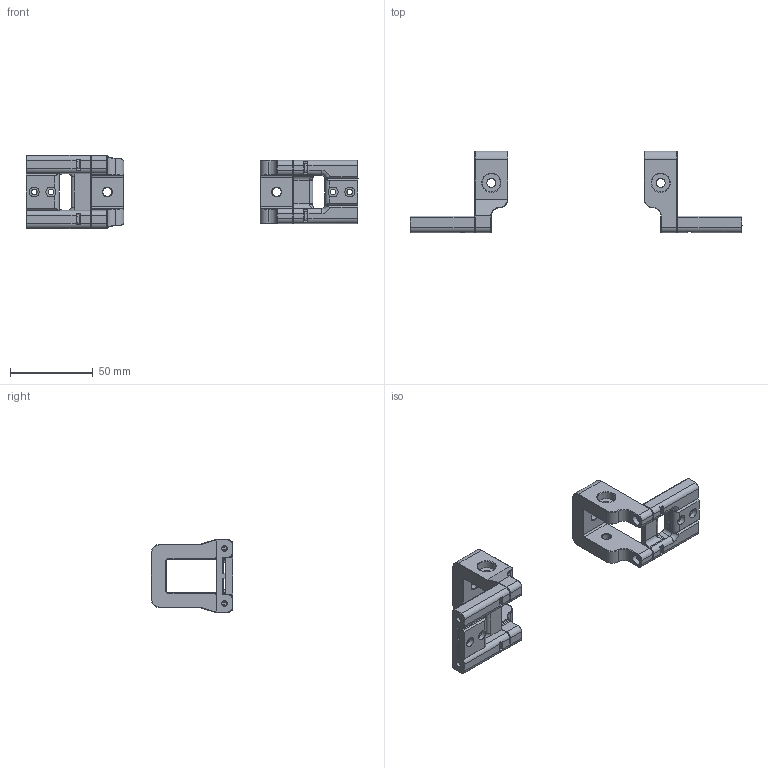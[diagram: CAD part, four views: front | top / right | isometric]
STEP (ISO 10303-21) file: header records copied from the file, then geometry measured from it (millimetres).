
FILE_DESCRIPTION(/* description */ (''),/* implementation_level */ '2;1');
FILE_NAME(/* name */ 'Pre Tensioners.step',/* time_stamp */ '2025-05-31T14:03:13-07:00',/* author */ (''),/* organization */ (''),/* preprocessor_version */ 'ST-DEVELOPER v20.1',/* originating_system */ 'Autodesk Translation Framework v14.10.0.0',/* authorisation */ '');
FILE_SCHEMA (('AUTOMOTIVE_DESIGN { 1 0 10303 214 3 1 1 }','INTEGRATED_CNC_SCHEMA'));
Length unit declared in the file: millimetre
Products named in the file (12): Pre Tensioners; Right Pretensioner; Pretensioner Belts Holder (1); Pretensioner Belts Clamp (1); Pretensioner Base (1); M3 Square Nut; Right Pretensioner_1; Pretensioner Belts Holder (1)_1; Pretensioner Belts Clamp (1)_1; Pretensioner Base (1)_1; M3 Square Nut (1); M3 Square Nut (1) (1)
Assembly tree (12 placements, depth 3):
  Pre Tensioners
    Right Pretensioner
      Pretensioner Belts Holder (1)
      Pretensioner Belts Clamp (1)
      Pretensioner Base (1)
      M3 Square Nut  x2
    Right Pretensioner_1
      Pretensioner Belts Holder (1)_1
      Pretensioner Belts Clamp (1)_1
      Pretensioner Base (1)_1
      M3 Square Nut (1)
      M3 Square Nut (1) (1)
Bounding box: 200 x 49 x 44 mm (x, y, z)
Volume: 54746 mm3; surface area: 28657.7 mm2
Topology: 10 solids, 10 shells, 874 faces, 2260 edges, 1416 vertices
Faces by surface type: plane 386, cylinder 346, cone 114, bspline 22, torus 6
Full cylindrical faces by diameter (mm): 3 x4, 3.4 x20, 5.4 x6, 6 x8, 11 x6
Entity records: 27328 total; most frequent: CARTESIAN_POINT 5253, DIRECTION 4772, ORIENTED_EDGE 4466, EDGE_CURVE 2233, AXIS2_PLACEMENT_3D 1717, VERTEX_POINT 1398, LINE 1338, VECTOR 1338
